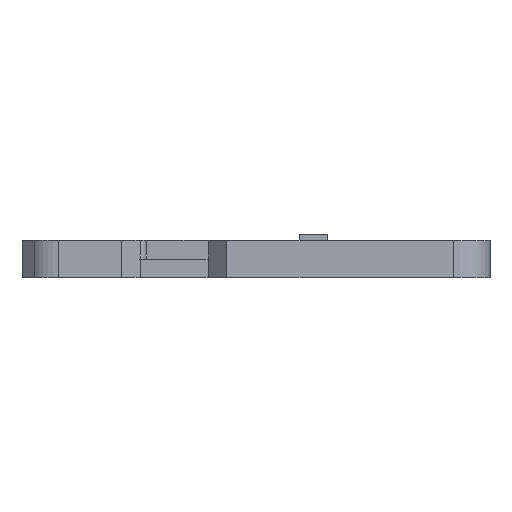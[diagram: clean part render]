
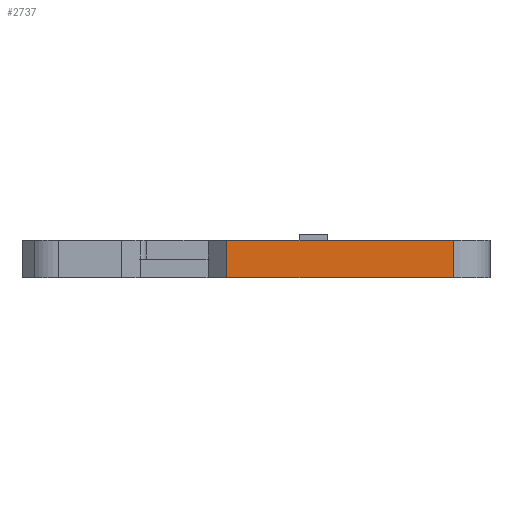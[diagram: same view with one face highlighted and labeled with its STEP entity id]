
A CAD part, front view. The second image highlights one B-rep face of the part: STEP entity #2737.
In plain terms, the highlighted planar face has unit normal (0, -1, 0).
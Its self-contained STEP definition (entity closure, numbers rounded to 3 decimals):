
#100 = PLANE('',#101);
#101 = AXIS2_PLACEMENT_3D('',#102,#103,#104);
#102 = CARTESIAN_POINT('',(-37.59,-24.13,-5.));
#103 = DIRECTION('',(0.,0.,1.));
#104 = DIRECTION('',(1.,0.,0.));
#503 = VERTEX_POINT('',#504);
#504 = CARTESIAN_POINT('',(-4.7,-29.97,-5.));
#517 = PLANE('',#518);
#518 = AXIS2_PLACEMENT_3D('',#519,#520,#521);
#519 = CARTESIAN_POINT('',(-7.7,-26.97,1.));
#520 = DIRECTION('',(-0.707,-0.707,0.));
#521 = DIRECTION('',(0.707,-0.707,0.));
#528 = EDGE_CURVE('',#529,#503,#531,.T.);
#529 = VERTEX_POINT('',#530);
#530 = CARTESIAN_POINT('',(31.77,-29.97,-5.));
#531 = SURFACE_CURVE('',#532,(#536,#543),.PCURVE_S1.);
#532 = LINE('',#533,#534);
#533 = CARTESIAN_POINT('',(31.77,-29.97,-5.));
#534 = VECTOR('',#535,1.);
#535 = DIRECTION('',(-1.,0.,0.));
#536 = PCURVE('',#100,#537);
#537 = DEFINITIONAL_REPRESENTATION('',(#538),#542);
#538 = LINE('',#539,#540);
#539 = CARTESIAN_POINT('',(69.36,-5.84));
#540 = VECTOR('',#541,1.);
#541 = DIRECTION('',(-1.,0.));
#542 = ( GEOMETRIC_REPRESENTATION_CONTEXT(2) 
PARAMETRIC_REPRESENTATION_CONTEXT() REPRESENTATION_CONTEXT('2D SPACE',''
  ) );
#543 = PCURVE('',#544,#549);
#544 = PLANE('',#545);
#545 = AXIS2_PLACEMENT_3D('',#546,#547,#548);
#546 = CARTESIAN_POINT('',(31.77,-29.97,1.));
#547 = DIRECTION('',(0.,1.,0.));
#548 = DIRECTION('',(-1.,0.,0.));
#549 = DEFINITIONAL_REPRESENTATION('',(#550),#554);
#550 = LINE('',#551,#552);
#551 = CARTESIAN_POINT('',(0.,-6.));
#552 = VECTOR('',#553,1.);
#553 = DIRECTION('',(1.,0.));
#554 = ( GEOMETRIC_REPRESENTATION_CONTEXT(2) 
PARAMETRIC_REPRESENTATION_CONTEXT() REPRESENTATION_CONTEXT('2D SPACE',''
  ) );
#573 = CYLINDRICAL_SURFACE('',#574,5.84);
#574 = AXIS2_PLACEMENT_3D('',#575,#576,#577);
#575 = CARTESIAN_POINT('',(31.77,-24.13,1.));
#576 = DIRECTION('',(0.,0.,1.));
#577 = DIRECTION('',(1.,0.,0.));
#2613 = VERTEX_POINT('',#2614);
#2614 = CARTESIAN_POINT('',(-4.7,-29.97,1.));
#2628 = PLANE('',#2629);
#2629 = AXIS2_PLACEMENT_3D('',#2630,#2631,#2632);
#2630 = CARTESIAN_POINT('',(-37.59,-24.13,1.));
#2631 = DIRECTION('',(0.,0.,1.));
#2632 = DIRECTION('',(1.,0.,0.));
#2668 = EDGE_CURVE('',#2613,#503,#2669,.T.);
#2669 = SURFACE_CURVE('',#2670,(#2674,#2681),.PCURVE_S1.);
#2670 = LINE('',#2671,#2672);
#2671 = CARTESIAN_POINT('',(-4.7,-29.97,1.));
#2672 = VECTOR('',#2673,1.);
#2673 = DIRECTION('',(0.,0.,-1.));
#2674 = PCURVE('',#517,#2675);
#2675 = DEFINITIONAL_REPRESENTATION('',(#2676),#2680);
#2676 = LINE('',#2677,#2678);
#2677 = CARTESIAN_POINT('',(4.243,0.));
#2678 = VECTOR('',#2679,1.);
#2679 = DIRECTION('',(0.,-1.));
#2680 = ( GEOMETRIC_REPRESENTATION_CONTEXT(2) 
PARAMETRIC_REPRESENTATION_CONTEXT() REPRESENTATION_CONTEXT('2D SPACE',''
  ) );
#2681 = PCURVE('',#544,#2682);
#2682 = DEFINITIONAL_REPRESENTATION('',(#2683),#2687);
#2683 = LINE('',#2684,#2685);
#2684 = CARTESIAN_POINT('',(36.47,0.));
#2685 = VECTOR('',#2686,1.);
#2686 = DIRECTION('',(0.,-1.));
#2687 = ( GEOMETRIC_REPRESENTATION_CONTEXT(2) 
PARAMETRIC_REPRESENTATION_CONTEXT() REPRESENTATION_CONTEXT('2D SPACE',''
  ) );
#2737 = ADVANCED_FACE('',(#2738),#544,.F.);
#2738 = FACE_BOUND('',#2739,.F.);
#2739 = EDGE_LOOP('',(#2740,#2763,#2784,#2785));
#2740 = ORIENTED_EDGE('',*,*,#2741,.F.);
#2741 = EDGE_CURVE('',#2742,#2613,#2744,.T.);
#2742 = VERTEX_POINT('',#2743);
#2743 = CARTESIAN_POINT('',(31.77,-29.97,1.));
#2744 = SURFACE_CURVE('',#2745,(#2749,#2756),.PCURVE_S1.);
#2745 = LINE('',#2746,#2747);
#2746 = CARTESIAN_POINT('',(31.77,-29.97,1.));
#2747 = VECTOR('',#2748,1.);
#2748 = DIRECTION('',(-1.,0.,0.));
#2749 = PCURVE('',#544,#2750);
#2750 = DEFINITIONAL_REPRESENTATION('',(#2751),#2755);
#2751 = LINE('',#2752,#2753);
#2752 = CARTESIAN_POINT('',(0.,0.));
#2753 = VECTOR('',#2754,1.);
#2754 = DIRECTION('',(1.,0.));
#2755 = ( GEOMETRIC_REPRESENTATION_CONTEXT(2) 
PARAMETRIC_REPRESENTATION_CONTEXT() REPRESENTATION_CONTEXT('2D SPACE',''
  ) );
#2756 = PCURVE('',#2628,#2757);
#2757 = DEFINITIONAL_REPRESENTATION('',(#2758),#2762);
#2758 = LINE('',#2759,#2760);
#2759 = CARTESIAN_POINT('',(69.36,-5.84));
#2760 = VECTOR('',#2761,1.);
#2761 = DIRECTION('',(-1.,0.));
#2762 = ( GEOMETRIC_REPRESENTATION_CONTEXT(2) 
PARAMETRIC_REPRESENTATION_CONTEXT() REPRESENTATION_CONTEXT('2D SPACE',''
  ) );
#2763 = ORIENTED_EDGE('',*,*,#2764,.T.);
#2764 = EDGE_CURVE('',#2742,#529,#2765,.T.);
#2765 = SURFACE_CURVE('',#2766,(#2770,#2777),.PCURVE_S1.);
#2766 = LINE('',#2767,#2768);
#2767 = CARTESIAN_POINT('',(31.77,-29.97,1.));
#2768 = VECTOR('',#2769,1.);
#2769 = DIRECTION('',(0.,0.,-1.));
#2770 = PCURVE('',#544,#2771);
#2771 = DEFINITIONAL_REPRESENTATION('',(#2772),#2776);
#2772 = LINE('',#2773,#2774);
#2773 = CARTESIAN_POINT('',(0.,0.));
#2774 = VECTOR('',#2775,1.);
#2775 = DIRECTION('',(0.,-1.));
#2776 = ( GEOMETRIC_REPRESENTATION_CONTEXT(2) 
PARAMETRIC_REPRESENTATION_CONTEXT() REPRESENTATION_CONTEXT('2D SPACE',''
  ) );
#2777 = PCURVE('',#573,#2778);
#2778 = DEFINITIONAL_REPRESENTATION('',(#2779),#2783);
#2779 = LINE('',#2780,#2781);
#2780 = CARTESIAN_POINT('',(4.712,0.));
#2781 = VECTOR('',#2782,1.);
#2782 = DIRECTION('',(0.,-1.));
#2783 = ( GEOMETRIC_REPRESENTATION_CONTEXT(2) 
PARAMETRIC_REPRESENTATION_CONTEXT() REPRESENTATION_CONTEXT('2D SPACE',''
  ) );
#2784 = ORIENTED_EDGE('',*,*,#528,.T.);
#2785 = ORIENTED_EDGE('',*,*,#2668,.F.);
